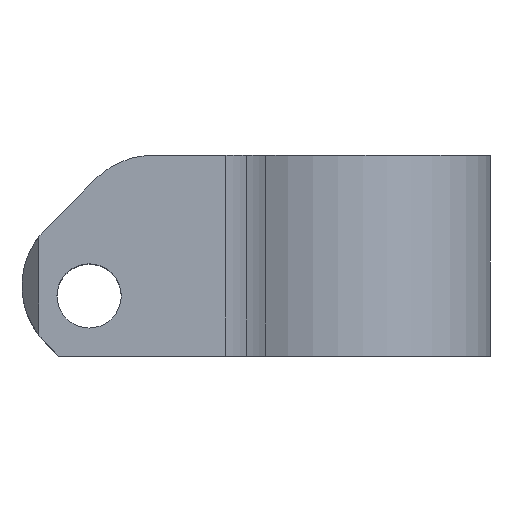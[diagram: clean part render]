
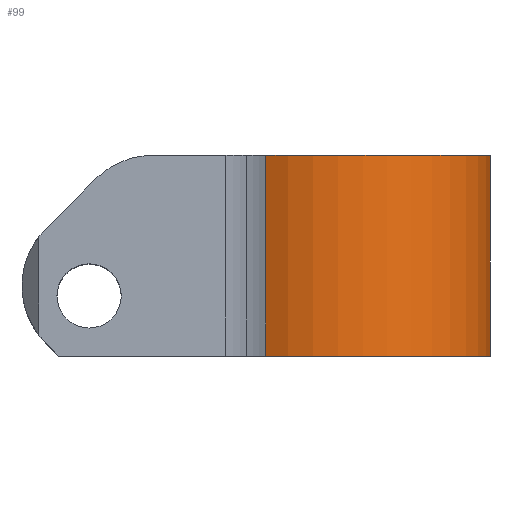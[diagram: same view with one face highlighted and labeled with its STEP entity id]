
A CAD part, top view. The second image highlights one B-rep face of the part: STEP entity #99.
In plain terms, the highlighted cylindrical face has radius 7.5 mm (diameter 15 mm), a partial arc.
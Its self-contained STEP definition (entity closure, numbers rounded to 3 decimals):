
#6 = DIRECTION ( 'NONE',  ( 0.6, 0., -0.8 ) ) ;
#99 = ADVANCED_FACE ( 'NONE', ( #1494 ), #1209, .T. ) ;
#123 = EDGE_CURVE ( 'NONE', #1422, #221, #1271, .T. ) ;
#221 = VERTEX_POINT ( 'NONE', #1397 ) ;
#275 = CARTESIAN_POINT ( 'NONE',  ( -3.704, 0., 6.522 ) ) ;
#304 = DIRECTION ( 'NONE',  ( 0., -1., 0. ) ) ;
#345 = VECTOR ( 'NONE', #1722, 1000. ) ;
#434 = CARTESIAN_POINT ( 'NONE',  ( 0., -10., 0. ) ) ;
#451 = VERTEX_POINT ( 'NONE', #275 ) ;
#513 = ORIENTED_EDGE ( 'NONE', *, *, #1540, .T. ) ;
#544 = DIRECTION ( 'NONE',  ( 0.6, 0., -0.8 ) ) ;
#589 = CIRCLE ( 'NONE', #1712, 7.5 ) ;
#759 = CARTESIAN_POINT ( 'NONE',  ( 0., 0., 0. ) ) ;
#832 = ORIENTED_EDGE ( 'NONE', *, *, #123, .F. ) ;
#906 = EDGE_CURVE ( 'NONE', #221, #1016, #589, .T. ) ;
#1016 = VERTEX_POINT ( 'NONE', #1424 ) ;
#1026 = DIRECTION ( 'NONE',  ( 0.6, 0., -0.8 ) ) ;
#1038 = EDGE_LOOP ( 'NONE', ( #832, #513, #1249, #1871 ) ) ;
#1084 = CARTESIAN_POINT ( 'NONE',  ( 4.5, 0., -6. ) ) ;
#1115 = VECTOR ( 'NONE', #1823, 1000. ) ;
#1135 = CARTESIAN_POINT ( 'NONE',  ( 0., 0., 0. ) ) ;
#1145 = DIRECTION ( 'NONE',  ( 0., -1., 0. ) ) ;
#1150 = LINE ( 'NONE', #1738, #345 ) ;
#1209 = CYLINDRICAL_SURFACE ( 'NONE', #1773, 7.5 ) ;
#1222 = AXIS2_PLACEMENT_3D ( 'NONE', #1135, #1145, #544 ) ;
#1249 = ORIENTED_EDGE ( 'NONE', *, *, #1679, .F. ) ;
#1271 = LINE ( 'NONE', #1084, #1115 ) ;
#1397 = CARTESIAN_POINT ( 'NONE',  ( 4.5, -10., -6. ) ) ;
#1422 = VERTEX_POINT ( 'NONE', #1517 ) ;
#1424 = CARTESIAN_POINT ( 'NONE',  ( -3.704, -10., 6.522 ) ) ;
#1494 = FACE_OUTER_BOUND ( 'NONE', #1038, .T. ) ;
#1517 = CARTESIAN_POINT ( 'NONE',  ( 4.5, 0., -6. ) ) ;
#1540 = EDGE_CURVE ( 'NONE', #1422, #451, #1605, .T. ) ;
#1605 = CIRCLE ( 'NONE', #1222, 7.5 ) ;
#1679 = EDGE_CURVE ( 'NONE', #1016, #451, #1150, .T. ) ;
#1712 = AXIS2_PLACEMENT_3D ( 'NONE', #434, #304, #1026 ) ;
#1722 = DIRECTION ( 'NONE',  ( 0., 1., 0. ) ) ;
#1738 = CARTESIAN_POINT ( 'NONE',  ( -3.704, 0., 6.522 ) ) ;
#1773 = AXIS2_PLACEMENT_3D ( 'NONE', #759, #1785, #6 ) ;
#1785 = DIRECTION ( 'NONE',  ( 0., -1., 0. ) ) ;
#1823 = DIRECTION ( 'NONE',  ( 0., -1., 0. ) ) ;
#1871 = ORIENTED_EDGE ( 'NONE', *, *, #906, .F. ) ;
